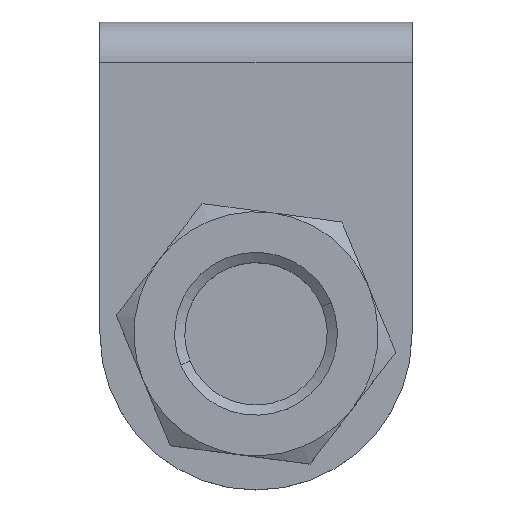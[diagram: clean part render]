
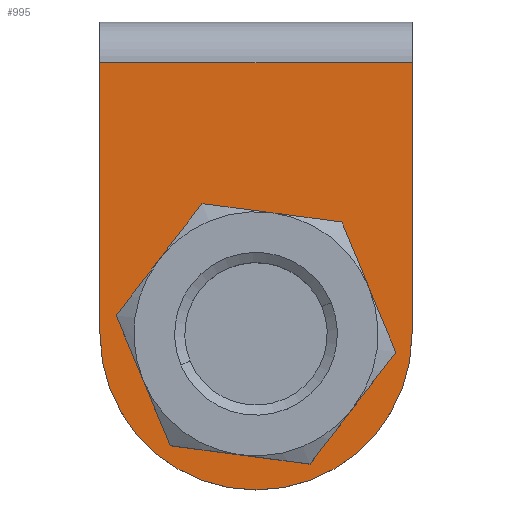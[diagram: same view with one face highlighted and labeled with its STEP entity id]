
A CAD part, top view. The second image highlights one B-rep face of the part: STEP entity #995.
In plain terms, the highlighted planar face has unit normal (0, 0, 1).
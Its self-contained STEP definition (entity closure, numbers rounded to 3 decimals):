
#24 = ORIENTED_EDGE ( 'NONE', *, *, #215, .F. ) ;
#61 = EDGE_CURVE ( 'NONE', #374, #2343, #2263, .T. ) ;
#78 = CARTESIAN_POINT ( 'NONE',  ( 23., 0., -163.5 ) ) ;
#171 = DIRECTION ( 'NONE',  ( 1., 0., 0. ) ) ;
#175 = AXIS2_PLACEMENT_3D ( 'NONE', #1703, #2302, #443 ) ;
#215 = EDGE_CURVE ( 'NONE', #2025, #2021, #1946, .T. ) ;
#325 = ORIENTED_EDGE ( 'NONE', *, *, #1742, .F. ) ;
#374 = VERTEX_POINT ( 'NONE', #1791 ) ;
#405 = ORIENTED_EDGE ( 'NONE', *, *, #2078, .T. ) ;
#407 = DIRECTION ( 'NONE',  ( 0., -1., 0. ) ) ;
#443 = DIRECTION ( 'NONE',  ( 0., 1., 0. ) ) ;
#454 = EDGE_CURVE ( 'NONE', #2593, #471, #2473, .T. ) ;
#463 = CARTESIAN_POINT ( 'NONE',  ( 23., 20., -163.5 ) ) ;
#471 = VERTEX_POINT ( 'NONE', #899 ) ;
#513 = DIRECTION ( 'NONE',  ( 1., 0., 0. ) ) ;
#563 = CIRCLE ( 'NONE', #1186, 12. ) ;
#679 = CARTESIAN_POINT ( 'NONE',  ( 0., 0., -163.5 ) ) ;
#859 = PLANE ( 'NONE',  #175 ) ;
#899 = CARTESIAN_POINT ( 'NONE',  ( -23., 0., -163.5 ) ) ;
#995 = ADVANCED_FACE ( 'NONE', ( #2286, #1475 ), #859, .F. ) ;
#1005 = ORIENTED_EDGE ( 'NONE', *, *, #1767, .F. ) ;
#1034 = CARTESIAN_POINT ( 'NONE',  ( -23., 20., -163.5 ) ) ;
#1073 = ORIENTED_EDGE ( 'NONE', *, *, #454, .T. ) ;
#1186 = AXIS2_PLACEMENT_3D ( 'NONE', #2076, #1292, #1871 ) ;
#1265 = VECTOR ( 'NONE', #407, 1000. ) ;
#1285 = DIRECTION ( 'NONE',  ( 0., 0., 1. ) ) ;
#1292 = DIRECTION ( 'NONE',  ( 0., 0., 1. ) ) ;
#1302 = DIRECTION ( 'NONE',  ( 0., -1., 0. ) ) ;
#1439 = LINE ( 'NONE', #2276, #2002 ) ;
#1475 = FACE_BOUND ( 'NONE', #1758, .T. ) ;
#1514 = VECTOR ( 'NONE', #1302, 1000. ) ;
#1671 = CARTESIAN_POINT ( 'NONE',  ( 12., 0., -163.5 ) ) ;
#1687 = AXIS2_PLACEMENT_3D ( 'NONE', #679, #1750, #513 ) ;
#1699 = CIRCLE ( 'NONE', #2134, 23. ) ;
#1703 = CARTESIAN_POINT ( 'NONE',  ( -23., -24., -163.5 ) ) ;
#1719 = ORIENTED_EDGE ( 'NONE', *, *, #61, .F. ) ;
#1742 = EDGE_CURVE ( 'NONE', #2593, #374, #1439, .T. ) ;
#1750 = DIRECTION ( 'NONE',  ( 0., 0., 1. ) ) ;
#1758 = EDGE_LOOP ( 'NONE', ( #24, #1005 ) ) ;
#1767 = EDGE_CURVE ( 'NONE', #2021, #2025, #563, .T. ) ;
#1791 = CARTESIAN_POINT ( 'NONE',  ( 23., 40., -163.5 ) ) ;
#1871 = DIRECTION ( 'NONE',  ( 1., 0., 0. ) ) ;
#1896 = CARTESIAN_POINT ( 'NONE',  ( -12., 0., -163.5 ) ) ;
#1928 = EDGE_LOOP ( 'NONE', ( #325, #1073, #405, #1719 ) ) ;
#1946 = CIRCLE ( 'NONE', #1687, 12. ) ;
#2002 = VECTOR ( 'NONE', #2466, 1000. ) ;
#2021 = VERTEX_POINT ( 'NONE', #1671 ) ;
#2025 = VERTEX_POINT ( 'NONE', #1896 ) ;
#2076 = CARTESIAN_POINT ( 'NONE',  ( 0., 0., -163.5 ) ) ;
#2078 = EDGE_CURVE ( 'NONE', #471, #2343, #1699, .T. ) ;
#2112 = CARTESIAN_POINT ( 'NONE',  ( 0., 0., -163.5 ) ) ;
#2134 = AXIS2_PLACEMENT_3D ( 'NONE', #2112, #1285, #171 ) ;
#2263 = LINE ( 'NONE', #463, #1514 ) ;
#2276 = CARTESIAN_POINT ( 'NONE',  ( 0., 40., -163.5 ) ) ;
#2286 = FACE_OUTER_BOUND ( 'NONE', #1928, .T. ) ;
#2302 = DIRECTION ( 'NONE',  ( 0., 0., -1. ) ) ;
#2343 = VERTEX_POINT ( 'NONE', #78 ) ;
#2444 = CARTESIAN_POINT ( 'NONE',  ( -23., 40., -163.5 ) ) ;
#2466 = DIRECTION ( 'NONE',  ( 1., 0., 0. ) ) ;
#2473 = LINE ( 'NONE', #1034, #1265 ) ;
#2593 = VERTEX_POINT ( 'NONE', #2444 ) ;
